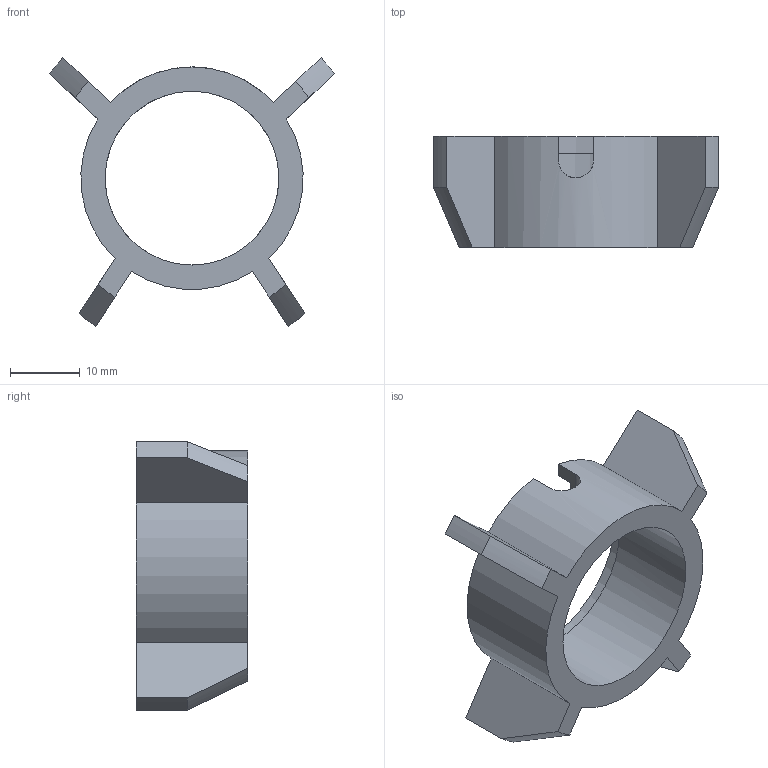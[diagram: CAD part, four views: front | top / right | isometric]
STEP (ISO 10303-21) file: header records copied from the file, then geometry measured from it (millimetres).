
FILE_DESCRIPTION(/* description */ (''),/* implementation_level */ '2;1');
FILE_NAME(/* name */ 'Speaker_Insert v10.step',/* time_stamp */ '2025-04-26T08:42:32+02:00',/* author */ (''),/* organization */ (''),/* preprocessor_version */ 'ST-DEVELOPER v20.1',/* originating_system */ 'Autodesk Translation Framework v14.4.0.0',/* authorisation */ '');
FILE_SCHEMA (('AUTOMOTIVE_DESIGN { 1 0 10303 214 3 1 1 }'));
Length unit declared in the file: millimetre
Products named in the file (1): Speaker_Insert
Bounding box: 40.98 x 16 x 38.62 mm (x, y, z)
Volume: 6175.6 mm3; surface area: 4705.8 mm2
Topology: 1 solids, 1 shells, 28 faces, 83 edges, 56 vertices
Faces by surface type: plane 13, cylinder 11, cone 4
Full cylindrical faces by diameter (mm): 25 x1
Entity records: 1010 total; most frequent: CARTESIAN_POINT 212, ORIENTED_EDGE 166, DIRECTION 159, EDGE_CURVE 83, VERTEX_POINT 56, AXIS2_PLACEMENT_3D 55, LINE 49, VECTOR 49
